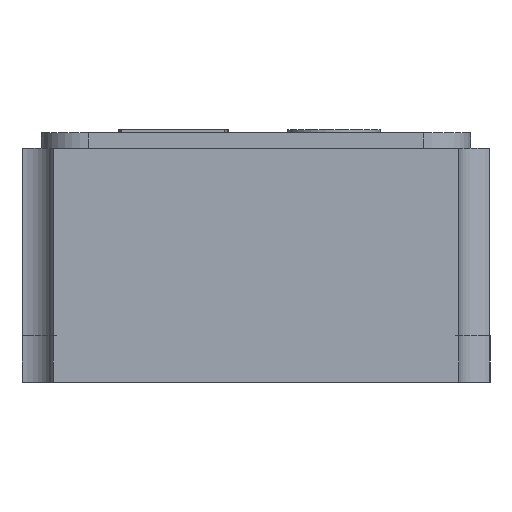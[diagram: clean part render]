
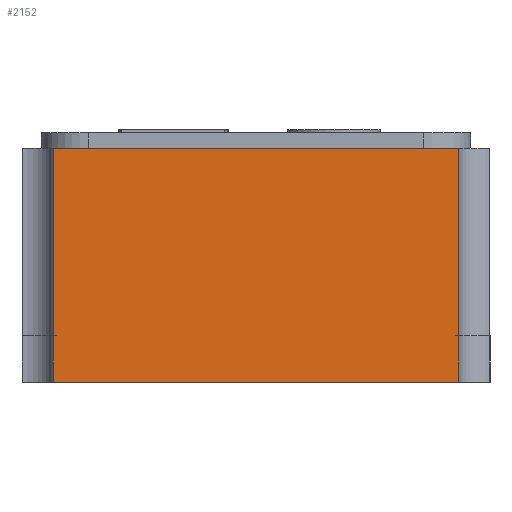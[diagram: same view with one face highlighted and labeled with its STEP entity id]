
A CAD part, left-side view. The second image highlights one B-rep face of the part: STEP entity #2152.
In plain terms, the highlighted planar face has unit normal (-1, 0, 0).
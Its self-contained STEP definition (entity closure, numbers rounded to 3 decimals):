
#128 = VERTEX_POINT('',#129);
#129 = CARTESIAN_POINT('',(-1.6,0.65,0.15));
#136 = EDGE_CURVE('',#128,#137,#139,.T.);
#137 = VERTEX_POINT('',#138);
#138 = CARTESIAN_POINT('',(-1.6,0.65,0.75));
#139 = LINE('',#140,#141);
#140 = CARTESIAN_POINT('',(-1.6,0.65,0.));
#141 = VECTOR('',#142,1.);
#142 = DIRECTION('',(0.,0.,1.));
#224 = EDGE_CURVE('',#225,#227,#229,.T.);
#225 = VERTEX_POINT('',#226);
#226 = CARTESIAN_POINT('',(-1.6,-0.65,0.));
#227 = VERTEX_POINT('',#228);
#228 = CARTESIAN_POINT('',(-1.6,0.65,0.));
#229 = LINE('',#230,#231);
#230 = CARTESIAN_POINT('',(-1.6,-0.65,0.));
#231 = VECTOR('',#232,1.);
#232 = DIRECTION('',(0.,1.,0.));
#606 = VERTEX_POINT('',#607);
#607 = CARTESIAN_POINT('',(-1.6,-0.65,0.75));
#614 = EDGE_CURVE('',#606,#137,#615,.T.);
#615 = LINE('',#616,#617);
#616 = CARTESIAN_POINT('',(-1.6,-0.65,0.75));
#617 = VECTOR('',#618,1.);
#618 = DIRECTION('',(0.,1.,0.));
#2152 = ADVANCED_FACE('',(#2153),#2178,.T.);
#2153 = FACE_BOUND('',#2154,.T.);
#2154 = EDGE_LOOP('',(#2155,#2163,#2169,#2170,#2171,#2177));
#2155 = ORIENTED_EDGE('',*,*,#2156,.T.);
#2156 = EDGE_CURVE('',#225,#2157,#2159,.T.);
#2157 = VERTEX_POINT('',#2158);
#2158 = CARTESIAN_POINT('',(-1.6,-0.65,0.15));
#2159 = LINE('',#2160,#2161);
#2160 = CARTESIAN_POINT('',(-1.6,-0.65,0.));
#2161 = VECTOR('',#2162,1.);
#2162 = DIRECTION('',(0.,0.,1.));
#2163 = ORIENTED_EDGE('',*,*,#2164,.T.);
#2164 = EDGE_CURVE('',#2157,#606,#2165,.T.);
#2165 = LINE('',#2166,#2167);
#2166 = CARTESIAN_POINT('',(-1.6,-0.65,0.));
#2167 = VECTOR('',#2168,1.);
#2168 = DIRECTION('',(0.,0.,1.));
#2169 = ORIENTED_EDGE('',*,*,#614,.T.);
#2170 = ORIENTED_EDGE('',*,*,#136,.F.);
#2171 = ORIENTED_EDGE('',*,*,#2172,.F.);
#2172 = EDGE_CURVE('',#227,#128,#2173,.T.);
#2173 = LINE('',#2174,#2175);
#2174 = CARTESIAN_POINT('',(-1.6,0.65,0.));
#2175 = VECTOR('',#2176,1.);
#2176 = DIRECTION('',(0.,0.,1.));
#2177 = ORIENTED_EDGE('',*,*,#224,.F.);
#2178 = PLANE('',#2179);
#2179 = AXIS2_PLACEMENT_3D('',#2180,#2181,#2182);
#2180 = CARTESIAN_POINT('',(-1.6,-0.65,0.));
#2181 = DIRECTION('',(-1.,0.,0.));
#2182 = DIRECTION('',(0.,1.,0.));
